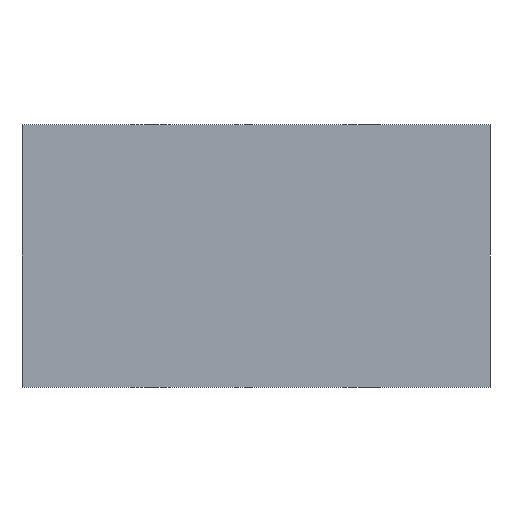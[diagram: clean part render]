
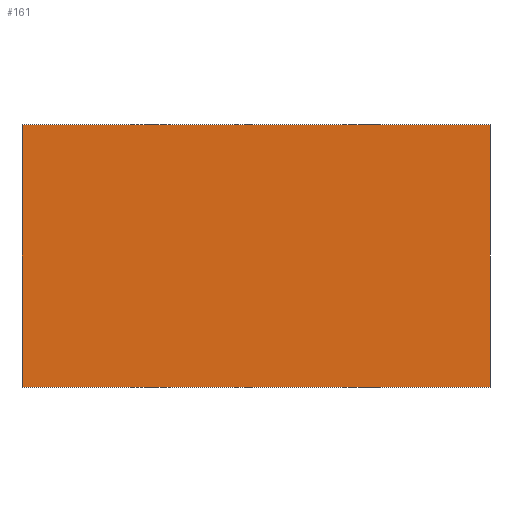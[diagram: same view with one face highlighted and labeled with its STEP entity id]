
A CAD part, front view. The second image highlights one B-rep face of the part: STEP entity #161.
In plain terms, the highlighted planar face has unit normal (0, -1, 0).
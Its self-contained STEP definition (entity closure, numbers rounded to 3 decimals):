
#19 = CARTESIAN_POINT ( 'NONE',  ( 25., -4., 0. ) ) ;
#20 = FACE_OUTER_BOUND ( 'NONE', #238, .T. ) ;
#22 = VECTOR ( 'NONE', #36, 1000. ) ;
#26 = CARTESIAN_POINT ( 'NONE',  ( -25., -4., 28. ) ) ;
#30 = VECTOR ( 'NONE', #258, 1000. ) ;
#36 = DIRECTION ( 'NONE',  ( 0., 0., -1. ) ) ;
#39 = ORIENTED_EDGE ( 'NONE', *, *, #153, .F. ) ;
#40 = VERTEX_POINT ( 'NONE', #44 ) ;
#44 = CARTESIAN_POINT ( 'NONE',  ( 25., -4., 0. ) ) ;
#51 = DIRECTION ( 'NONE',  ( -1., 0., 0. ) ) ;
#55 = EDGE_CURVE ( 'NONE', #169, #40, #157, .T. ) ;
#59 = EDGE_CURVE ( 'NONE', #321, #40, #180, .T. ) ;
#66 = DIRECTION ( 'NONE',  ( 0., 1., 0. ) ) ;
#69 = DIRECTION ( 'NONE',  ( 0., 0., -1. ) ) ;
#75 = CARTESIAN_POINT ( 'NONE',  ( -25., -4., 0. ) ) ;
#139 = VECTOR ( 'NONE', #69, 1000. ) ;
#153 = EDGE_CURVE ( 'NONE', #247, #321, #315, .T. ) ;
#156 = DIRECTION ( 'NONE',  ( 1., 0., 0. ) ) ;
#157 = LINE ( 'NONE', #19, #187 ) ;
#161 = ADVANCED_FACE ( 'NONE', ( #20 ), #232, .F. ) ;
#169 = VERTEX_POINT ( 'NONE', #75 ) ;
#180 = LINE ( 'NONE', #255, #139 ) ;
#183 = CARTESIAN_POINT ( 'NONE',  ( 25., -4., 28. ) ) ;
#187 = VECTOR ( 'NONE', #156, 1000. ) ;
#197 = CARTESIAN_POINT ( 'NONE',  ( -25., -4., 28. ) ) ;
#199 = ORIENTED_EDGE ( 'NONE', *, *, #59, .F. ) ;
#210 = ORIENTED_EDGE ( 'NONE', *, *, #311, .T. ) ;
#232 = PLANE ( 'NONE',  #268 ) ;
#238 = EDGE_LOOP ( 'NONE', ( #336, #199, #39, #210 ) ) ;
#247 = VERTEX_POINT ( 'NONE', #26 ) ;
#255 = CARTESIAN_POINT ( 'NONE',  ( 25., -4., 28. ) ) ;
#258 = DIRECTION ( 'NONE',  ( 1., 0., 0. ) ) ;
#268 = AXIS2_PLACEMENT_3D ( 'NONE', #344, #66, #51 ) ;
#296 = LINE ( 'NONE', #197, #22 ) ;
#304 = CARTESIAN_POINT ( 'NONE',  ( 25., -4., 28. ) ) ;
#311 = EDGE_CURVE ( 'NONE', #247, #169, #296, .T. ) ;
#315 = LINE ( 'NONE', #183, #30 ) ;
#321 = VERTEX_POINT ( 'NONE', #304 ) ;
#336 = ORIENTED_EDGE ( 'NONE', *, *, #55, .T. ) ;
#344 = CARTESIAN_POINT ( 'NONE',  ( 25., -4., 28. ) ) ;
